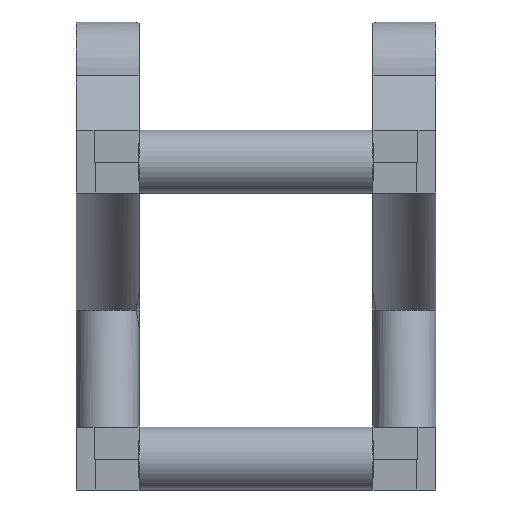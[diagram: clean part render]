
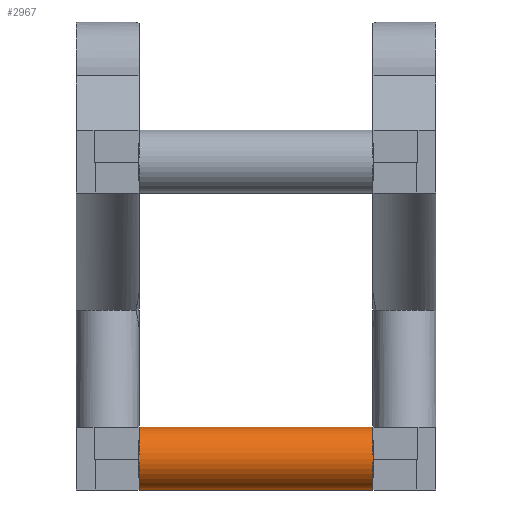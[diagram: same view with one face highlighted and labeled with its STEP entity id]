
A CAD part, front view. The second image highlights one B-rep face of the part: STEP entity #2967.
In plain terms, the highlighted cylindrical face has radius 3.5 mm (diameter 7 mm), a full revolution.
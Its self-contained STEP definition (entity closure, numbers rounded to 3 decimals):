
#176=FACE_OUTER_BOUND('',#335,.T.);
#335=EDGE_LOOP('',(#1964,#1965,#1966,#1967,#1968,#1969,#1970,#1971,#1972,
#1973,#1974,#1975,#1976,#1977));
#510=LINE('',#4429,#765);
#765=VECTOR('',#3492,3.5);
#1020=ELLIPSE('',#3144,6.732,3.5);
#1021=ELLIPSE('',#3145,6.732,3.5);
#1022=ELLIPSE('',#3150,6.732,3.5);
#1023=ELLIPSE('',#3151,6.732,3.5);
#1141=CIRCLE('',#3141,3.5);
#1142=CIRCLE('',#3142,3.5);
#1143=CIRCLE('',#3143,3.5);
#1144=CIRCLE('',#3146,3.5);
#1145=CIRCLE('',#3147,3.5);
#1146=CIRCLE('',#3148,3.5);
#1147=CIRCLE('',#3149,3.5);
#1148=CIRCLE('',#3152,3.5);
#1201=VERTEX_POINT('',#4419);
#1202=VERTEX_POINT('',#4420);
#1203=VERTEX_POINT('',#4422);
#1204=VERTEX_POINT('',#4424);
#1205=VERTEX_POINT('',#4426);
#1206=VERTEX_POINT('',#4428);
#1207=VERTEX_POINT('',#4430);
#1208=VERTEX_POINT('',#4432);
#1209=VERTEX_POINT('',#4434);
#1210=VERTEX_POINT('',#4436);
#1211=VERTEX_POINT('',#4438);
#1212=VERTEX_POINT('',#4441);
#1489=EDGE_CURVE('',#1201,#1202,#1141,.T.);
#1490=EDGE_CURVE('',#1203,#1201,#1142,.T.);
#1491=EDGE_CURVE('',#1204,#1203,#1143,.T.);
#1492=EDGE_CURVE('',#1205,#1204,#1020,.T.);
#1493=EDGE_CURVE('',#1205,#1206,#510,.T.);
#1494=EDGE_CURVE('',#1207,#1206,#1021,.T.);
#1495=EDGE_CURVE('',#1208,#1207,#1144,.T.);
#1496=EDGE_CURVE('',#1209,#1208,#1145,.T.);
#1497=EDGE_CURVE('',#1210,#1209,#1146,.T.);
#1498=EDGE_CURVE('',#1211,#1210,#1147,.T.);
#1499=EDGE_CURVE('',#1206,#1211,#1022,.T.);
#1500=EDGE_CURVE('',#1212,#1205,#1023,.T.);
#1501=EDGE_CURVE('',#1202,#1212,#1148,.T.);
#1964=ORIENTED_EDGE('',*,*,#1489,.F.);
#1965=ORIENTED_EDGE('',*,*,#1490,.F.);
#1966=ORIENTED_EDGE('',*,*,#1491,.F.);
#1967=ORIENTED_EDGE('',*,*,#1492,.F.);
#1968=ORIENTED_EDGE('',*,*,#1493,.T.);
#1969=ORIENTED_EDGE('',*,*,#1494,.F.);
#1970=ORIENTED_EDGE('',*,*,#1495,.F.);
#1971=ORIENTED_EDGE('',*,*,#1496,.F.);
#1972=ORIENTED_EDGE('',*,*,#1497,.F.);
#1973=ORIENTED_EDGE('',*,*,#1498,.F.);
#1974=ORIENTED_EDGE('',*,*,#1499,.F.);
#1975=ORIENTED_EDGE('',*,*,#1493,.F.);
#1976=ORIENTED_EDGE('',*,*,#1500,.F.);
#1977=ORIENTED_EDGE('',*,*,#1501,.F.);
#2914=CYLINDRICAL_SURFACE('',#3140,3.5);
#2967=ADVANCED_FACE('',(#176),#2914,.T.);
#3140=AXIS2_PLACEMENT_3D('',#4418,#3482,#3483);
#3141=AXIS2_PLACEMENT_3D('',#4421,#3484,#3485);
#3142=AXIS2_PLACEMENT_3D('',#4423,#3486,#3487);
#3143=AXIS2_PLACEMENT_3D('',#4425,#3488,#3489);
#3144=AXIS2_PLACEMENT_3D('',#4427,#3490,#3491);
#3145=AXIS2_PLACEMENT_3D('',#4431,#3493,#3494);
#3146=AXIS2_PLACEMENT_3D('',#4433,#3495,#3496);
#3147=AXIS2_PLACEMENT_3D('',#4435,#3497,#3498);
#3148=AXIS2_PLACEMENT_3D('',#4437,#3499,#3500);
#3149=AXIS2_PLACEMENT_3D('',#4439,#3501,#3502);
#3150=AXIS2_PLACEMENT_3D('',#4440,#3503,#3504);
#3151=AXIS2_PLACEMENT_3D('',#4442,#3505,#3506);
#3152=AXIS2_PLACEMENT_3D('',#4443,#3507,#3508);
#3482=DIRECTION('center_axis',(1.,0.,0.));
#3483=DIRECTION('ref_axis',(0.,-1.,0.));
#3484=DIRECTION('center_axis',(1.,0.,0.));
#3485=DIRECTION('ref_axis',(0.,-1.,0.));
#3486=DIRECTION('center_axis',(1.,0.,0.));
#3487=DIRECTION('ref_axis',(0.,-1.,0.));
#3488=DIRECTION('center_axis',(1.,0.,0.));
#3489=DIRECTION('ref_axis',(0.,-1.,0.));
#3490=DIRECTION('center_axis',(0.52,0.854,0.));
#3491=DIRECTION('ref_axis',(0.854,-0.52,0.));
#3492=DIRECTION('',(-1.,0.,0.));
#3493=DIRECTION('center_axis',(-0.52,0.854,0.));
#3494=DIRECTION('ref_axis',(-0.854,-0.52,0.));
#3495=DIRECTION('center_axis',(-1.,0.,0.));
#3496=DIRECTION('ref_axis',(0.,-1.,0.));
#3497=DIRECTION('center_axis',(-1.,0.,0.));
#3498=DIRECTION('ref_axis',(0.,-1.,0.));
#3499=DIRECTION('center_axis',(-1.,0.,0.));
#3500=DIRECTION('ref_axis',(0.,-1.,0.));
#3501=DIRECTION('center_axis',(-1.,0.,0.));
#3502=DIRECTION('ref_axis',(0.,-1.,0.));
#3503=DIRECTION('center_axis',(-0.52,0.854,0.));
#3504=DIRECTION('ref_axis',(-0.854,-0.52,0.));
#3505=DIRECTION('center_axis',(0.52,0.854,0.));
#3506=DIRECTION('ref_axis',(0.854,-0.52,0.));
#3507=DIRECTION('center_axis',(1.,0.,0.));
#3508=DIRECTION('ref_axis',(0.,-1.,0.));
#4418=CARTESIAN_POINT('Origin',(0.,9.5,3.5));
#4419=CARTESIAN_POINT('',(33.,6.,3.5));
#4420=CARTESIAN_POINT('',(33.,9.5,0.));
#4421=CARTESIAN_POINT('Origin',(33.,9.5,3.5));
#4422=CARTESIAN_POINT('',(33.,9.5,7.));
#4423=CARTESIAN_POINT('Origin',(33.,9.5,3.5));
#4424=CARTESIAN_POINT('',(33.,10.796,6.751));
#4425=CARTESIAN_POINT('Origin',(33.,9.5,3.5));
#4426=CARTESIAN_POINT('',(29.379,13.,3.5));
#4427=CARTESIAN_POINT('Origin',(35.13,9.5,3.5));
#4428=CARTESIAN_POINT('',(10.621,13.,3.5));
#4429=CARTESIAN_POINT('',(0.,13.,3.5));
#4430=CARTESIAN_POINT('',(7.,10.796,6.751));
#4431=CARTESIAN_POINT('Origin',(4.87,9.5,3.5));
#4432=CARTESIAN_POINT('',(7.,9.5,7.));
#4433=CARTESIAN_POINT('Origin',(7.,9.5,3.5));
#4434=CARTESIAN_POINT('',(7.,6.,3.5));
#4435=CARTESIAN_POINT('Origin',(7.,9.5,3.5));
#4436=CARTESIAN_POINT('',(7.,9.5,0.));
#4437=CARTESIAN_POINT('Origin',(7.,9.5,3.5));
#4438=CARTESIAN_POINT('',(7.,10.796,0.249));
#4439=CARTESIAN_POINT('Origin',(7.,9.5,3.5));
#4440=CARTESIAN_POINT('Origin',(4.87,9.5,3.5));
#4441=CARTESIAN_POINT('',(33.,10.796,0.249));
#4442=CARTESIAN_POINT('Origin',(35.13,9.5,3.5));
#4443=CARTESIAN_POINT('Origin',(33.,9.5,3.5));
